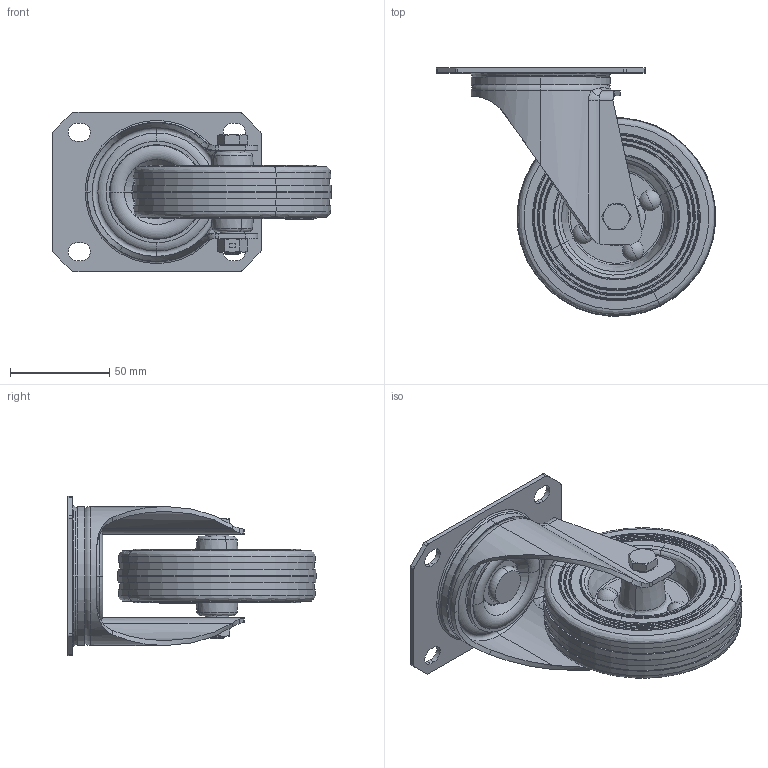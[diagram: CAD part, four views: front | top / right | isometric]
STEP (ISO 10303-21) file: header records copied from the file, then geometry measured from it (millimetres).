
FILE_DESCRIPTION (( 'STEP AP214' ), '1' );
FILE_NAME ('0055961.step', '2023-10-16T07:11:53', ( '' ), ( '' ), 'SwSTEP 2.0', 'SolidWorks 2020', '' );
FILE_SCHEMA (( 'AUTOMOTIVE_DESIGN' ));
Length unit declared in the file: millimetre
Products named in the file (1): 0055961
Bounding box: 140.4 x 124.9 x 80 mm (x, y, z)
Volume: 213135.7 mm3; surface area: 102616.6 mm2
Topology: 22 solids, 22 shells, 640 faces, 1455 edges, 871 vertices
Faces by surface type: plane 147, bspline 144, cylinder 142, cone 123, torus 84
Entity records: 29949 total; most frequent: CARTESIAN_POINT 8823, ORIENTED_EDGE 2870, DIRECTION 2866, EDGE_CURVE 1435, AXIS2_PLACEMENT_3D 1191, VERTEX_POINT 871, EDGE_LOOP 722, CIRCLE 694
